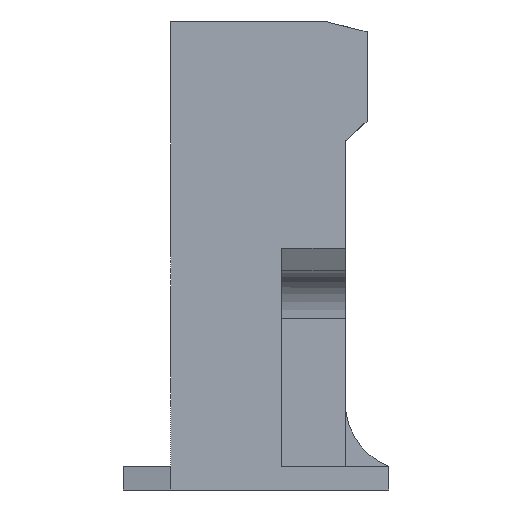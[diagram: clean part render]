
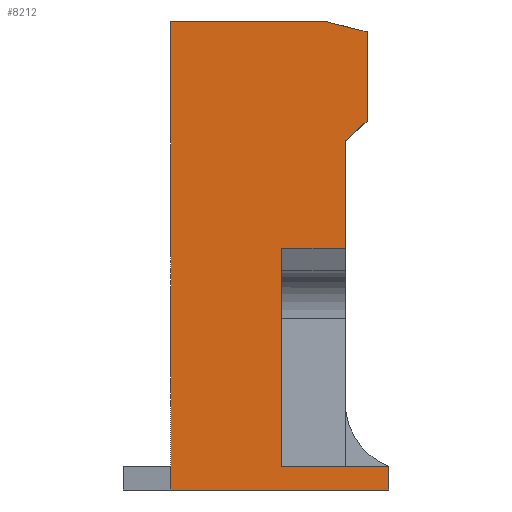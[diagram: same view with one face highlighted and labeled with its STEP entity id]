
A CAD part, left-side view. The second image highlights one B-rep face of the part: STEP entity #8212.
In plain terms, the highlighted planar face has unit normal (-1, 0, 0).
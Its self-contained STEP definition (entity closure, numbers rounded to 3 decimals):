
#213 = AXIS2_PLACEMENT_3D ( 'NONE', #860, #2158, #6661 ) ;
#298 = CARTESIAN_POINT ( 'NONE',  ( -65., -6., -112. ) ) ;
#383 = VERTEX_POINT ( 'NONE', #1572 ) ;
#394 = LINE ( 'NONE', #5756, #5309 ) ;
#509 = ORIENTED_EDGE ( 'NONE', *, *, #2560, .T. ) ;
#577 = ORIENTED_EDGE ( 'NONE', *, *, #7333, .F. ) ;
#723 = LINE ( 'NONE', #3035, #2434 ) ;
#843 = CARTESIAN_POINT ( 'NONE',  ( -65., -22., -57. ) ) ;
#860 = CARTESIAN_POINT ( 'NONE',  ( -65., -22., -118. ) ) ;
#957 = ORIENTED_EDGE ( 'NONE', *, *, #5049, .T. ) ;
#958 = ORIENTED_EDGE ( 'NONE', *, *, #1924, .F. ) ;
#1007 = EDGE_CURVE ( 'NONE', #1136, #5979, #723, .T. ) ;
#1134 = DIRECTION ( 'NONE',  ( 0., 0.74, -0.673 ) ) ;
#1136 = VERTEX_POINT ( 'NONE', #7470 ) ;
#1151 = CARTESIAN_POINT ( 'NONE',  ( -65., -22., -118. ) ) ;
#1266 = VECTOR ( 'NONE', #6890, 1000. ) ;
#1306 = ORIENTED_EDGE ( 'NONE', *, *, #3648, .F. ) ;
#1346 = VECTOR ( 'NONE', #3698, 1000. ) ;
#1449 = CARTESIAN_POINT ( 'NONE',  ( -65., -6., -112. ) ) ;
#1469 = VERTEX_POINT ( 'NONE', #843 ) ;
#1496 = ORIENTED_EDGE ( 'NONE', *, *, #5713, .T. ) ;
#1572 = CARTESIAN_POINT ( 'NONE',  ( -65., -27.5, -2.5 ) ) ;
#1730 = CARTESIAN_POINT ( 'NONE',  ( -65., 22., -118. ) ) ;
#1785 = LINE ( 'NONE', #3819, #4990 ) ;
#1791 = CARTESIAN_POINT ( 'NONE',  ( -65., 21.801, -69.819 ) ) ;
#1899 = VECTOR ( 'NONE', #2661, 1000. ) ;
#1914 = ORIENTED_EDGE ( 'NONE', *, *, #6446, .T. ) ;
#1924 = EDGE_CURVE ( 'NONE', #5979, #383, #6621, .T. ) ;
#1996 = VECTOR ( 'NONE', #1134, 1000. ) ;
#2056 = EDGE_CURVE ( 'NONE', #7007, #5325, #4090, .T. ) ;
#2158 = DIRECTION ( 'NONE',  ( -1., 0., 0. ) ) ;
#2434 = VECTOR ( 'NONE', #7550, 1000. ) ;
#2560 = EDGE_CURVE ( 'NONE', #3416, #5325, #1785, .T. ) ;
#2561 = VERTEX_POINT ( 'NONE', #5121 ) ;
#2639 = VERTEX_POINT ( 'NONE', #3247 ) ;
#2661 = DIRECTION ( 'NONE',  ( 0., -0.97, -0.243 ) ) ;
#2855 = LINE ( 'NONE', #7559, #1346 ) ;
#3035 = CARTESIAN_POINT ( 'NONE',  ( -65., -22., 0. ) ) ;
#3247 = CARTESIAN_POINT ( 'NONE',  ( -65., -27.5, -25. ) ) ;
#3353 = ORIENTED_EDGE ( 'NONE', *, *, #5533, .T. ) ;
#3363 = ORIENTED_EDGE ( 'NONE', *, *, #1007, .F. ) ;
#3416 = VERTEX_POINT ( 'NONE', #5444 ) ;
#3551 = ORIENTED_EDGE ( 'NONE', *, *, #4387, .F. ) ;
#3648 = EDGE_CURVE ( 'NONE', #3416, #2561, #394, .T. ) ;
#3698 = DIRECTION ( 'NONE',  ( 0., -1., 0. ) ) ;
#3784 = VECTOR ( 'NONE', #7591, 1000. ) ;
#3819 = CARTESIAN_POINT ( 'NONE',  ( -65., -22., -112. ) ) ;
#4090 = LINE ( 'NONE', #298, #5618 ) ;
#4123 = DIRECTION ( 'NONE',  ( 0., 0., -1. ) ) ;
#4327 = CARTESIAN_POINT ( 'NONE',  ( -65., -22., -118. ) ) ;
#4387 = EDGE_CURVE ( 'NONE', #2639, #7757, #5402, .T. ) ;
#4591 = LINE ( 'NONE', #4909, #5695 ) ;
#4685 = LINE ( 'NONE', #4327, #1266 ) ;
#4776 = VECTOR ( 'NONE', #6228, 1000. ) ;
#4909 = CARTESIAN_POINT ( 'NONE',  ( -65., -27.5, -30. ) ) ;
#4990 = VECTOR ( 'NONE', #6375, 1000. ) ;
#5049 = EDGE_CURVE ( 'NONE', #1469, #7757, #7216, .T. ) ;
#5121 = CARTESIAN_POINT ( 'NONE',  ( -65., -33., -118. ) ) ;
#5189 = CARTESIAN_POINT ( 'NONE',  ( -65., -6., -57. ) ) ;
#5309 = VECTOR ( 'NONE', #7051, 1000. ) ;
#5314 = ORIENTED_EDGE ( 'NONE', *, *, #2056, .F. ) ;
#5325 = VERTEX_POINT ( 'NONE', #1449 ) ;
#5402 = LINE ( 'NONE', #1791, #1996 ) ;
#5441 = CARTESIAN_POINT ( 'NONE',  ( -65., -17.5, 0. ) ) ;
#5444 = CARTESIAN_POINT ( 'NONE',  ( -65., -33., -112. ) ) ;
#5533 = EDGE_CURVE ( 'NONE', #2639, #383, #4591, .T. ) ;
#5618 = VECTOR ( 'NONE', #4123, 1000. ) ;
#5695 = VECTOR ( 'NONE', #7503, 1000. ) ;
#5713 = EDGE_CURVE ( 'NONE', #7991, #2561, #4685, .T. ) ;
#5756 = CARTESIAN_POINT ( 'NONE',  ( -65., -33., -112. ) ) ;
#5979 = VERTEX_POINT ( 'NONE', #5441 ) ;
#6228 = DIRECTION ( 'NONE',  ( 0., 0., 1. ) ) ;
#6375 = DIRECTION ( 'NONE',  ( 0., 1., 0. ) ) ;
#6446 = EDGE_CURVE ( 'NONE', #7007, #1469, #2855, .T. ) ;
#6492 = LINE ( 'NONE', #1730, #4776 ) ;
#6621 = LINE ( 'NONE', #7788, #1899 ) ;
#6639 = PLANE ( 'NONE',  #213 ) ;
#6661 = DIRECTION ( 'NONE',  ( 0., 0., 1. ) ) ;
#6890 = DIRECTION ( 'NONE',  ( 0., -1., 0. ) ) ;
#7007 = VERTEX_POINT ( 'NONE', #5189 ) ;
#7051 = DIRECTION ( 'NONE',  ( 0., 0., -1. ) ) ;
#7216 = LINE ( 'NONE', #1151, #3784 ) ;
#7223 = CARTESIAN_POINT ( 'NONE',  ( -65., 22., -118. ) ) ;
#7333 = EDGE_CURVE ( 'NONE', #7991, #1136, #6492, .T. ) ;
#7390 = EDGE_LOOP ( 'NONE', ( #509, #5314, #1914, #957, #3551, #3353, #958, #3363, #577, #1496, #1306 ) ) ;
#7470 = CARTESIAN_POINT ( 'NONE',  ( -65., 22., 0. ) ) ;
#7503 = DIRECTION ( 'NONE',  ( 0., 0., 1. ) ) ;
#7550 = DIRECTION ( 'NONE',  ( 0., -1., 0. ) ) ;
#7559 = CARTESIAN_POINT ( 'NONE',  ( -65., -6., -57. ) ) ;
#7560 = CARTESIAN_POINT ( 'NONE',  ( -65., -22., -30. ) ) ;
#7591 = DIRECTION ( 'NONE',  ( 0., 0., 1. ) ) ;
#7646 = FACE_OUTER_BOUND ( 'NONE', #7390, .T. ) ;
#7757 = VERTEX_POINT ( 'NONE', #7560 ) ;
#7788 = CARTESIAN_POINT ( 'NONE',  ( -65., -49.5, -8. ) ) ;
#7991 = VERTEX_POINT ( 'NONE', #7223 ) ;
#8212 = ADVANCED_FACE ( 'NONE', ( #7646 ), #6639, .T. ) ;
